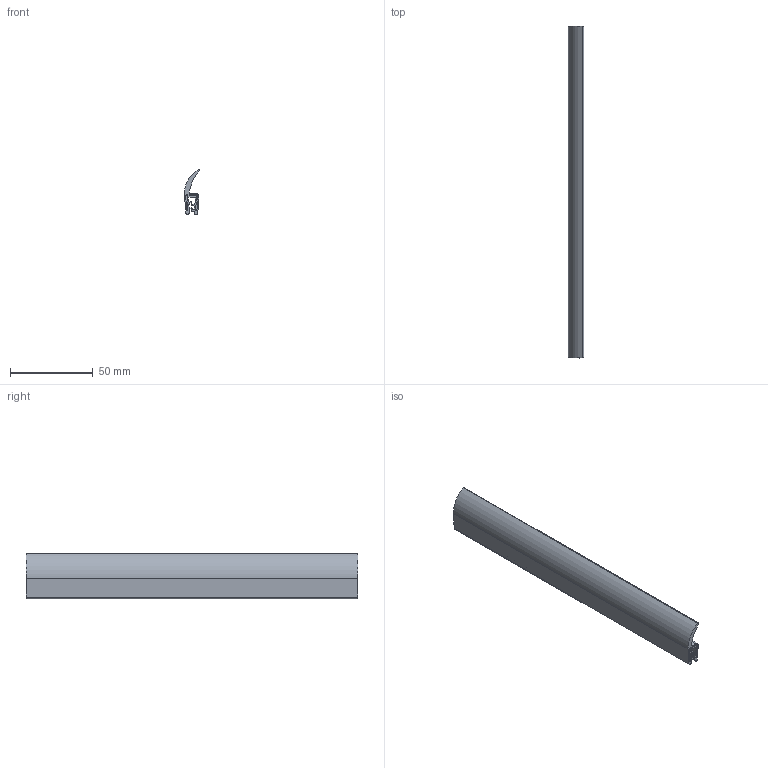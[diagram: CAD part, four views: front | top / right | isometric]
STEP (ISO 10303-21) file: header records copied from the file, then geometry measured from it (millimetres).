
FILE_DESCRIPTION((''),'2;1');
FILE_NAME('','2011-05-26T16:05:42',(''),(''),'','CADfix','');
FILE_SCHEMA(('AUTOMOTIVE_DESIGN { 1 0 10303 214 1 1 1 1 }'));
Length unit declared in the file: millimetre
Bounding box: 9.11 x 200 x 27.29 mm (x, y, z)
Volume: 22291.5 mm3; surface area: 40380 mm2
Topology: 2 solids, 2 shells, 67 faces, 189 edges, 126 vertices
Faces by surface type: bspline 67
Entity records: 2487 total; most frequent: CARTESIAN_POINT 1356, ORIENTED_EDGE 378, EDGE_CURVE 189, VERTEX_POINT 126, QUASI_UNIFORM_CURVE 121, EDGE_LOOP 69, FACE_OUTER_BOUND 67, ADVANCED_FACE 67
